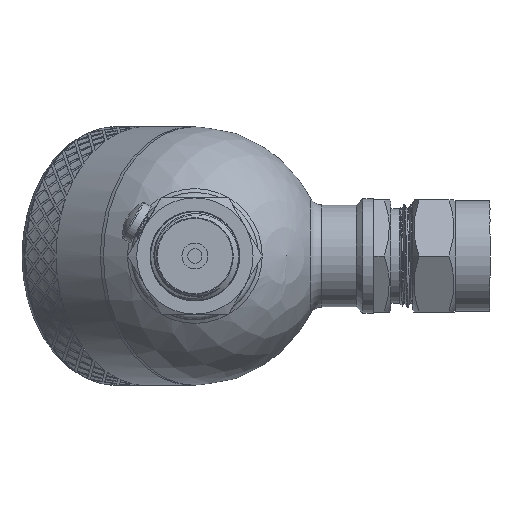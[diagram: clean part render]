
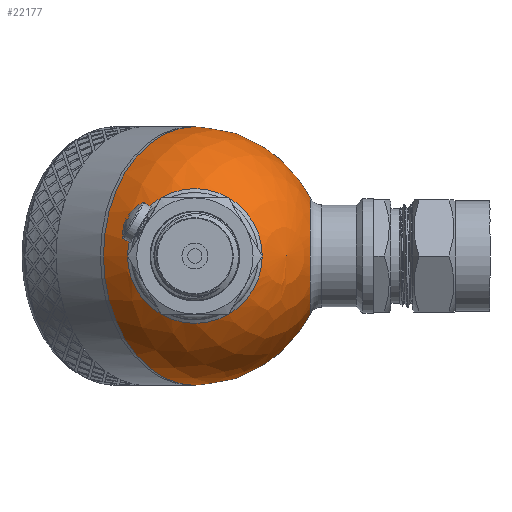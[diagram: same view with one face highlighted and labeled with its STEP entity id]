
A CAD part, left-side view. The second image highlights one B-rep face of the part: STEP entity #22177.
In plain terms, the highlighted spherical face has radius 30 mm.
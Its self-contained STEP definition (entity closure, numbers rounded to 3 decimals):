
#35=SPHERICAL_SURFACE('',#23519,30.);
#106=FACE_BOUND('',#3160,.T.);
#107=FACE_BOUND('',#3161,.T.);
#1760=FACE_OUTER_BOUND('',#3159,.T.);
#3159=EDGE_LOOP('',(#16539,#16540,#16541,#16542));
#3160=EDGE_LOOP('',(#16543));
#3161=EDGE_LOOP('',(#16544));
#4553=CIRCLE('',#23518,15.643);
#4554=CIRCLE('',#23520,30.);
#4555=CIRCLE('',#23521,30.);
#4556=CIRCLE('',#23522,30.);
#4557=CIRCLE('',#23523,13.5);
#9576=VERTEX_POINT('',#45426);
#9577=VERTEX_POINT('',#45430);
#9578=VERTEX_POINT('',#45431);
#9579=VERTEX_POINT('',#45434);
#9580=VERTEX_POINT('',#45436);
#12190=EDGE_CURVE('',#9576,#9576,#4553,.T.);
#12191=EDGE_CURVE('',#9577,#9578,#4554,.T.);
#12192=EDGE_CURVE('',#9578,#9577,#4555,.T.);
#12193=EDGE_CURVE('',#9578,#9579,#4556,.T.);
#12194=EDGE_CURVE('',#9580,#9580,#4557,.T.);
#16539=ORIENTED_EDGE('',*,*,#12191,.F.);
#16540=ORIENTED_EDGE('',*,*,#12192,.F.);
#16541=ORIENTED_EDGE('',*,*,#12193,.T.);
#16542=ORIENTED_EDGE('',*,*,#12193,.F.);
#16543=ORIENTED_EDGE('',*,*,#12190,.F.);
#16544=ORIENTED_EDGE('',*,*,#12194,.F.);
#22177=ADVANCED_FACE('',(#1760,#106,#107),#35,.T.);
#23518=AXIS2_PLACEMENT_3D('',#45428,#24992,#24993);
#23519=AXIS2_PLACEMENT_3D('',#45429,#24994,#24995);
#23520=AXIS2_PLACEMENT_3D('',#45432,#24996,#24997);
#23521=AXIS2_PLACEMENT_3D('',#45433,#24998,#24999);
#23522=AXIS2_PLACEMENT_3D('',#45435,#25000,#25001);
#23523=AXIS2_PLACEMENT_3D('',#45437,#25002,#25003);
#24992=DIRECTION('center_axis',(-0.707,0.,0.707));
#24993=DIRECTION('ref_axis',(0.707,0.,0.707));
#24994=DIRECTION('center_axis',(1.,0.,0.));
#24995=DIRECTION('ref_axis',(0.,-1.,0.));
#24996=DIRECTION('center_axis',(1.,0.,0.));
#24997=DIRECTION('ref_axis',(0.,1.,0.));
#24998=DIRECTION('center_axis',(1.,0.,0.));
#24999=DIRECTION('ref_axis',(0.,1.,0.));
#25000=DIRECTION('center_axis',(0.,0.,
1.));
#25001=DIRECTION('ref_axis',(0.,1.,0.));
#25002=DIRECTION('center_axis',(-0.707,0.,-0.707));
#25003=DIRECTION('ref_axis',(-0.707,0.,0.707));
#45426=CARTESIAN_POINT('',(-29.162,0.,7.04));
#45428=CARTESIAN_POINT('Origin',(-18.101,0.,18.101));
#45429=CARTESIAN_POINT('Origin',(0.,0.,0.));
#45430=CARTESIAN_POINT('',(0.,-30.,0.));
#45431=CARTESIAN_POINT('',(0.,30.,0.));
#45432=CARTESIAN_POINT('Origin',(0.,0.,0.));
#45433=CARTESIAN_POINT('Origin',(0.,0.,0.));
#45434=CARTESIAN_POINT('',(-30.,0.,0.));
#45435=CARTESIAN_POINT('Origin',(0.,0.,0.));
#45436=CARTESIAN_POINT('',(-9.398,0.,-28.49));
#45437=CARTESIAN_POINT('Origin',(-18.944,0.,-18.944));
